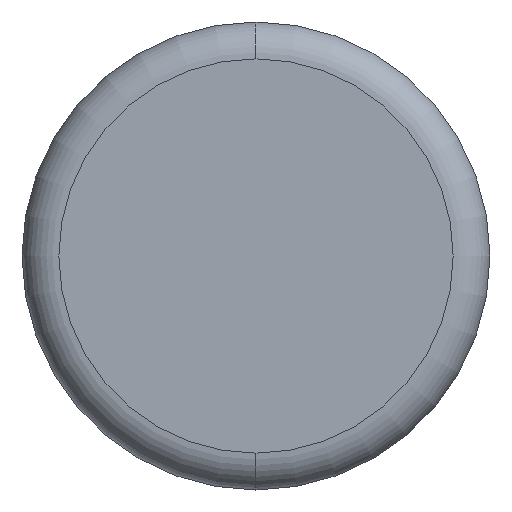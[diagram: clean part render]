
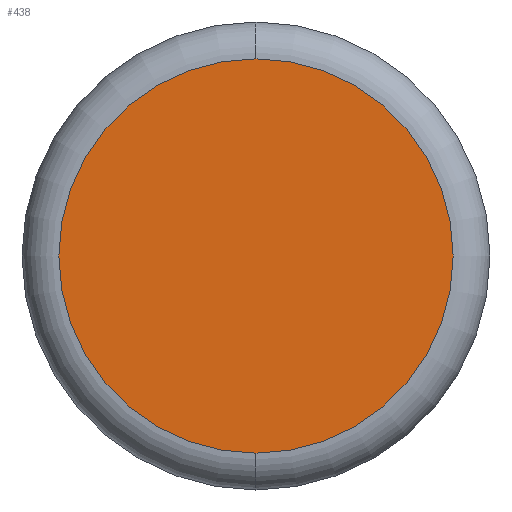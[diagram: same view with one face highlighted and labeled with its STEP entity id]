
A CAD part, left-side view. The second image highlights one B-rep face of the part: STEP entity #438.
In plain terms, the highlighted planar face has unit normal (-1, 0, 0).
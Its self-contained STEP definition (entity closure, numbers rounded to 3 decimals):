
#358=CARTESIAN_POINT('',(-22.8,0.0,5.85));
#359=VERTEX_POINT('',#358);
#367=CARTESIAN_POINT('',(-22.8,0.,0.5));
#368=VERTEX_POINT('',#367);
#369=CARTESIAN_POINT('',(-22.8,0.0,3.175));
#370=DIRECTION('',(1.0,0.0,0.0));
#371=DIRECTION('',(0.0,0.0,1.0));
#372=AXIS2_PLACEMENT_3D('',#369,#370,#371);
#373=CIRCLE('',#372,2.675);
#374=EDGE_CURVE('',#359,#368,#373,.T.);
#401=CARTESIAN_POINT('',(-22.8,0.0,3.175));
#402=DIRECTION('',(1.0,0.0,0.0));
#403=DIRECTION('',(0.0,0.0,1.0));
#404=AXIS2_PLACEMENT_3D('',#401,#402,#403);
#405=CIRCLE('',#404,2.675);
#406=EDGE_CURVE('',#368,#359,#405,.T.);
#429=CARTESIAN_POINT('',(-22.8,0.0,3.175));
#430=DIRECTION('',(-1.0,0.0,0.0));
#431=DIRECTION('',(0.0,0.0,1.0));
#432=AXIS2_PLACEMENT_3D('',#429,#430,#431);
#433=PLANE('',#432);
#434=ORIENTED_EDGE('',*,*,#406,.F.);
#435=ORIENTED_EDGE('',*,*,#374,.F.);
#436=EDGE_LOOP('',(#434,#435));
#437=FACE_OUTER_BOUND('',#436,.T.);
#438=ADVANCED_FACE('',(#437),#433,.T.);
